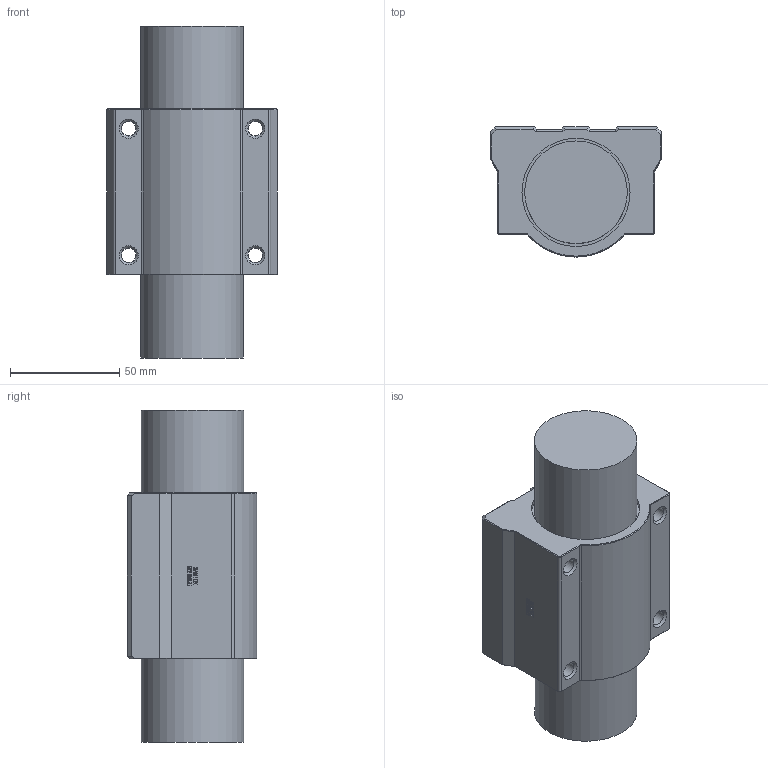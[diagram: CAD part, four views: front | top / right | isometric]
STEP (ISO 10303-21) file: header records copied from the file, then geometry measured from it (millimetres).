
FILE_DESCRIPTION((''),'2;1');
FILE_NAME('SCE30UU.stp','2013-02-07T10:25:13',('user2'),(''),'Autodesk Inventor 2012','Autodesk Inventor 2012','');
FILE_SCHEMA(('AUTOMOTIVE_DESIGN { 1 0 10303 214 1 1 1 1 }'));
Length unit declared in the file: millimetre
Products named in the file (1): SCE30UU
Bounding box: 78 x 59.5 x 152 mm (x, y, z)
Volume: 422602.5 mm3; surface area: 44818.6 mm2
Topology: 1 solids, 1 shells, 427 faces, 1156 edges, 754 vertices
Faces by surface type: bspline 262, plane 117, cylinder 30, cone 18
Full cylindrical faces by diameter (mm): 6.647 x4, 6.8 x4, 47 x2, 49.5 x2
Entity records: 15410 total; most frequent: CARTESIAN_POINT 6141, ORIENTED_EDGE 2268, EDGE_CURVE 1134, DIRECTION 1031, VERTEX_POINT 752, VECTOR 521, LINE 521, EDGE_LOOP 478
